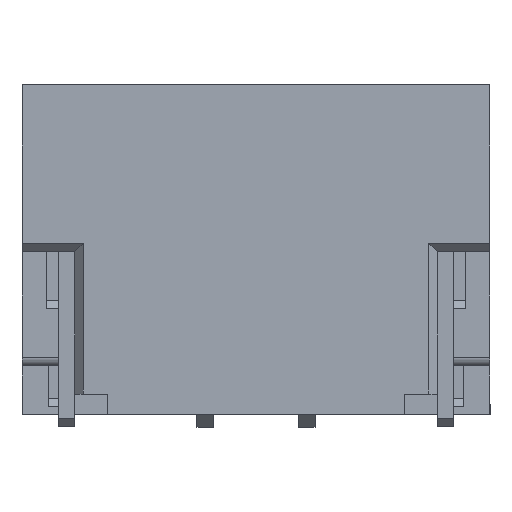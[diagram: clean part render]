
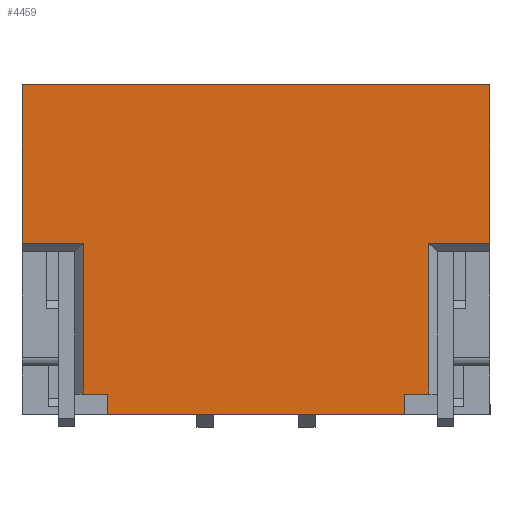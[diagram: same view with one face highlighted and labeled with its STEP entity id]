
A CAD part, top view. The second image highlights one B-rep face of the part: STEP entity #4459.
In plain terms, the highlighted planar face has unit normal (0, 0, 1).
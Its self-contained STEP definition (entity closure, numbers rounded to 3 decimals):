
#144 = LINE ( 'NONE', #811, #6088 ) ;
#176 = CARTESIAN_POINT ( 'NONE',  ( -2.875, 2.025, 2.125 ) ) ;
#203 = LINE ( 'NONE', #4651, #7223 ) ;
#328 = VERTEX_POINT ( 'NONE', #1505 ) ;
#339 = ORIENTED_EDGE ( 'NONE', *, *, #6001, .T. ) ;
#384 = LINE ( 'NONE', #176, #6328 ) ;
#435 = EDGE_CURVE ( 'NONE', #867, #3009, #1147, .T. ) ;
#557 = CARTESIAN_POINT ( 'NONE',  ( 2.875, 2.025, 2.125 ) ) ;
#687 = ORIENTED_EDGE ( 'NONE', *, *, #5587, .T. ) ;
#690 = VECTOR ( 'NONE', #2381, 1000. ) ;
#789 = ORIENTED_EDGE ( 'NONE', *, *, #3855, .T. ) ;
#793 = EDGE_LOOP ( 'NONE', ( #339, #1964, #4123, #789, #2305, #4624, #4838, #6165, #3335, #1668, #3522, #687 ) ) ;
#810 = CARTESIAN_POINT ( 'NONE',  ( 0., 0.075, 2.125 ) ) ;
#811 = CARTESIAN_POINT ( 'NONE',  ( -2.225, 0.075, 2.125 ) ) ;
#859 = CARTESIAN_POINT ( 'NONE',  ( 1.825, -2.025, 2.125 ) ) ;
#867 = VERTEX_POINT ( 'NONE', #6389 ) ;
#874 = CARTESIAN_POINT ( 'NONE',  ( -1.825, -1.775, 2.125 ) ) ;
#967 = VECTOR ( 'NONE', #1628, 1000. ) ;
#1022 = VERTEX_POINT ( 'NONE', #874 ) ;
#1107 = VECTOR ( 'NONE', #1725, 1000. ) ;
#1147 = LINE ( 'NONE', #2150, #1508 ) ;
#1165 = CARTESIAN_POINT ( 'NONE',  ( -2.125, 0., 2.125 ) ) ;
#1332 = EDGE_CURVE ( 'NONE', #1022, #4765, #1393, .T. ) ;
#1363 = DIRECTION ( 'NONE',  ( 0., -1., 0. ) ) ;
#1368 = DIRECTION ( 'NONE',  ( 1., 0., 0. ) ) ;
#1393 = LINE ( 'NONE', #3937, #4355 ) ;
#1505 = CARTESIAN_POINT ( 'NONE',  ( 1.825, -1.775, 2.125 ) ) ;
#1508 = VECTOR ( 'NONE', #3284, 1000. ) ;
#1562 = LINE ( 'NONE', #810, #6859 ) ;
#1628 = DIRECTION ( 'NONE',  ( 1., 0., 0. ) ) ;
#1668 = ORIENTED_EDGE ( 'NONE', *, *, #5915, .T. ) ;
#1675 = DIRECTION ( 'NONE',  ( 0., -1., 0. ) ) ;
#1725 = DIRECTION ( 'NONE',  ( 0., -1., 0. ) ) ;
#1826 = CARTESIAN_POINT ( 'NONE',  ( -2.875, -2.025, 2.125 ) ) ;
#1916 = DIRECTION ( 'NONE',  ( 0., 0., -1. ) ) ;
#1952 = EDGE_CURVE ( 'NONE', #3556, #7308, #4156, .T. ) ;
#1964 = ORIENTED_EDGE ( 'NONE', *, *, #3376, .T. ) ;
#2039 = CARTESIAN_POINT ( 'NONE',  ( 1.825, -1.775, 2.125 ) ) ;
#2136 = LINE ( 'NONE', #2039, #967 ) ;
#2150 = CARTESIAN_POINT ( 'NONE',  ( -2.875, -2.025, 2.125 ) ) ;
#2305 = ORIENTED_EDGE ( 'NONE', *, *, #435, .T. ) ;
#2381 = DIRECTION ( 'NONE',  ( 0., 1., 0. ) ) ;
#2798 = EDGE_CURVE ( 'NONE', #3009, #3556, #144, .T. ) ;
#2841 = LINE ( 'NONE', #1826, #3717 ) ;
#2878 = DIRECTION ( 'NONE',  ( 0., 1., 0. ) ) ;
#3009 = VERTEX_POINT ( 'NONE', #7217 ) ;
#3057 = FACE_OUTER_BOUND ( 'NONE', #793, .T. ) ;
#3259 = VERTEX_POINT ( 'NONE', #6552 ) ;
#3284 = DIRECTION ( 'NONE',  ( 0., -1., 0. ) ) ;
#3293 = CARTESIAN_POINT ( 'NONE',  ( 1.825, -2.025, 2.125 ) ) ;
#3335 = ORIENTED_EDGE ( 'NONE', *, *, #1332, .T. ) ;
#3352 = EDGE_CURVE ( 'NONE', #328, #3542, #4633, .T. ) ;
#3360 = LINE ( 'NONE', #5247, #690 ) ;
#3376 = EDGE_CURVE ( 'NONE', #3259, #5471, #1562, .T. ) ;
#3522 = ORIENTED_EDGE ( 'NONE', *, *, #3352, .F. ) ;
#3542 = VERTEX_POINT ( 'NONE', #3293 ) ;
#3556 = VERTEX_POINT ( 'NONE', #5636 ) ;
#3717 = VECTOR ( 'NONE', #7018, 1000. ) ;
#3855 = EDGE_CURVE ( 'NONE', #4619, #867, #384, .T. ) ;
#3937 = CARTESIAN_POINT ( 'NONE',  ( -1.825, -2.025, 2.125 ) ) ;
#4123 = ORIENTED_EDGE ( 'NONE', *, *, #7359, .T. ) ;
#4156 = LINE ( 'NONE', #1165, #1107 ) ;
#4355 = VECTOR ( 'NONE', #1675, 1000. ) ;
#4375 = CARTESIAN_POINT ( 'NONE',  ( -2.125, -1.775, 2.125 ) ) ;
#4459 = ADVANCED_FACE ( 'NONE', ( #3057 ), #7074, .F. ) ;
#4619 = VERTEX_POINT ( 'NONE', #557 ) ;
#4624 = ORIENTED_EDGE ( 'NONE', *, *, #2798, .T. ) ;
#4633 = LINE ( 'NONE', #859, #5987 ) ;
#4651 = CARTESIAN_POINT ( 'NONE',  ( 2.875, -2.025, 2.125 ) ) ;
#4726 = CARTESIAN_POINT ( 'NONE',  ( 2.875, 0.075, 2.125 ) ) ;
#4765 = VERTEX_POINT ( 'NONE', #5268 ) ;
#4828 = CARTESIAN_POINT ( 'NONE',  ( 2.125, -1.775, 2.125 ) ) ;
#4838 = ORIENTED_EDGE ( 'NONE', *, *, #1952, .T. ) ;
#5226 = EDGE_CURVE ( 'NONE', #1022, #7308, #6697, .T. ) ;
#5247 = CARTESIAN_POINT ( 'NONE',  ( 2.125, 0., 2.125 ) ) ;
#5268 = CARTESIAN_POINT ( 'NONE',  ( -1.825, -2.025, 2.125 ) ) ;
#5316 = AXIS2_PLACEMENT_3D ( 'NONE', #5379, #1916, #5951 ) ;
#5379 = CARTESIAN_POINT ( 'NONE',  ( 0., 0., 2.125 ) ) ;
#5471 = VERTEX_POINT ( 'NONE', #4726 ) ;
#5587 = EDGE_CURVE ( 'NONE', #328, #7201, #2136, .T. ) ;
#5636 = CARTESIAN_POINT ( 'NONE',  ( -2.125, 0.075, 2.125 ) ) ;
#5915 = EDGE_CURVE ( 'NONE', #4765, #3542, #2841, .T. ) ;
#5951 = DIRECTION ( 'NONE',  ( -1., 0., 0. ) ) ;
#5987 = VECTOR ( 'NONE', #1363, 1000. ) ;
#6001 = EDGE_CURVE ( 'NONE', #7201, #3259, #3360, .T. ) ;
#6088 = VECTOR ( 'NONE', #1368, 1000. ) ;
#6106 = DIRECTION ( 'NONE',  ( 1., 0., 0. ) ) ;
#6165 = ORIENTED_EDGE ( 'NONE', *, *, #5226, .F. ) ;
#6168 = VECTOR ( 'NONE', #6377, 1000. ) ;
#6328 = VECTOR ( 'NONE', #7161, 1000. ) ;
#6377 = DIRECTION ( 'NONE',  ( -1., 0., 0. ) ) ;
#6389 = CARTESIAN_POINT ( 'NONE',  ( -2.875, 2.025, 2.125 ) ) ;
#6552 = CARTESIAN_POINT ( 'NONE',  ( 2.125, 0.075, 2.125 ) ) ;
#6697 = LINE ( 'NONE', #6807, #6168 ) ;
#6807 = CARTESIAN_POINT ( 'NONE',  ( -1.825, -1.775, 2.125 ) ) ;
#6859 = VECTOR ( 'NONE', #6106, 1000. ) ;
#7018 = DIRECTION ( 'NONE',  ( 1., 0., 0. ) ) ;
#7074 = PLANE ( 'NONE',  #5316 ) ;
#7161 = DIRECTION ( 'NONE',  ( -1., 0., 0. ) ) ;
#7201 = VERTEX_POINT ( 'NONE', #4828 ) ;
#7217 = CARTESIAN_POINT ( 'NONE',  ( -2.875, 0.075, 2.125 ) ) ;
#7223 = VECTOR ( 'NONE', #2878, 1000. ) ;
#7308 = VERTEX_POINT ( 'NONE', #4375 ) ;
#7359 = EDGE_CURVE ( 'NONE', #5471, #4619, #203, .T. ) ;
